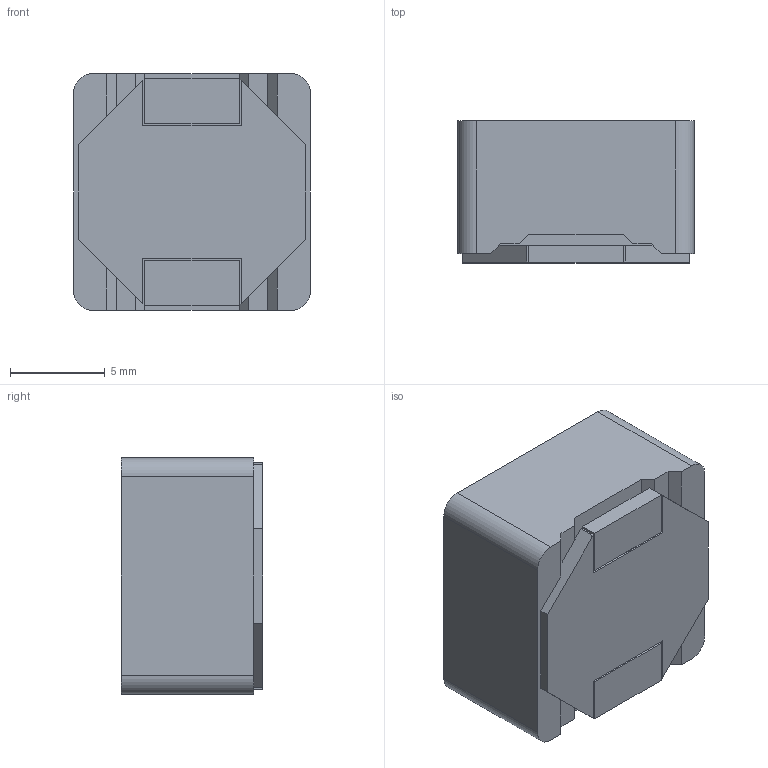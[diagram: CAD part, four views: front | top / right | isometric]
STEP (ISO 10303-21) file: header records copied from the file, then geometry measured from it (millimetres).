
FILE_DESCRIPTION(('STEP AP242'),'1');
FILE_NAME('srr1280-101m.stp','2018-11-20T21:20:31',('TraceParts'),('TraceParts S.A.'),'Spatial InterOp 3D',' ',' ');
FILE_SCHEMA(('AP242_MANAGED_MODEL_BASED_3D_ENGINEERING_MIM_LF {1 0 10303 442 1 1 4}'));
Length unit declared in the file: millimetre
Products named in the file (1): srr1280-101m
Bounding box: 12.5 x 7.5 x 12.5 mm (x, y, z)
Volume: 1079.7 mm3; surface area: 890.9 mm2
Topology: 1 solids, 1 shells, 92 faces, 254 edges, 166 vertices
Faces by surface type: plane 60, cylinder 20, torus 8, cone 4
Entity records: 2999 total; most frequent: CARTESIAN_POINT 593, ORIENTED_EDGE 508, DIRECTION 494, EDGE_CURVE 254, LINE 184, VECTOR 184, VERTEX_POINT 166, AXIS2_PLACEMENT_3D 155
